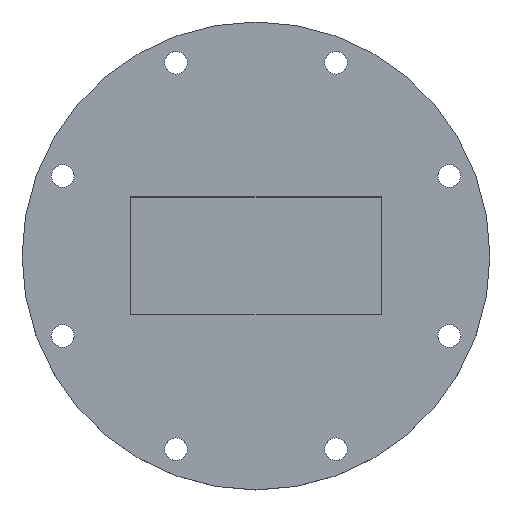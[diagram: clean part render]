
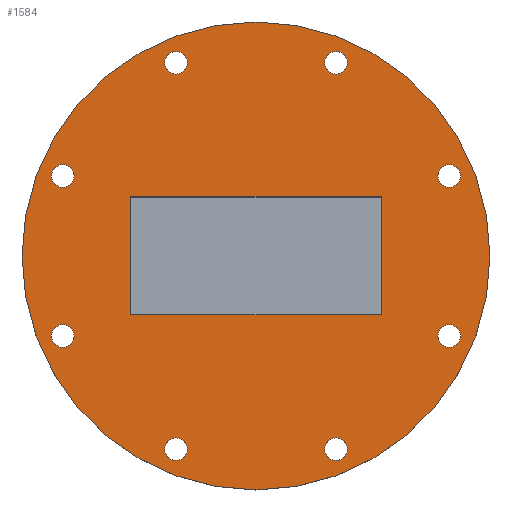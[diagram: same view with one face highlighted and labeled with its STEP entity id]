
A CAD part, top view. The second image highlights one B-rep face of the part: STEP entity #1584.
In plain terms, the highlighted planar face has unit normal (0, 0, 1).
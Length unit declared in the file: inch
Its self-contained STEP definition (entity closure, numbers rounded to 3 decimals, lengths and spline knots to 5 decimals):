
#22 = CARTESIAN_POINT ( 'NONE',  ( 1.42, -0.67, 0. ) ) ;
#70 = EDGE_CURVE ( 'NONE', #7968, #7064, #1053, .T. ) ;
#89 = DIRECTION ( 'NONE',  ( 0., 0., 1. ) ) ;
#96 = CARTESIAN_POINT ( 'NONE',  ( 0.90887, -2.19421, 0. ) ) ;
#344 = FACE_BOUND ( 'NONE', #5837, .T. ) ;
#346 = CIRCLE ( 'NONE', #3696, 0.1285 ) ;
#442 = FACE_OUTER_BOUND ( 'NONE', #5565, .T. ) ;
#497 = VERTEX_POINT ( 'NONE', #5892 ) ;
#536 = AXIS2_PLACEMENT_3D ( 'NONE', #9590, #7143, #8098 ) ;
#610 = AXIS2_PLACEMENT_3D ( 'NONE', #9112, #6866, #9263 ) ;
#631 = DIRECTION ( 'NONE',  ( 0., 0., 1. ) ) ;
#650 = CARTESIAN_POINT ( 'NONE',  ( 0.90887, 2.19421, 0. ) ) ;
#662 = VECTOR ( 'NONE', #9727, 39.37008 ) ;
#702 = EDGE_CURVE ( 'NONE', #6501, #6501, #9316, .T. ) ;
#781 = CARTESIAN_POINT ( 'NONE',  ( -0.78037, -2.19421, 0. ) ) ;
#1003 = CARTESIAN_POINT ( 'NONE',  ( 1.42, 0.67, 0. ) ) ;
#1004 = CARTESIAN_POINT ( 'NONE',  ( -0.90887, 2.19421, 0. ) ) ;
#1012 = AXIS2_PLACEMENT_3D ( 'NONE', #9312, #5513, #8566 ) ;
#1053 = LINE ( 'NONE', #8709, #8577 ) ;
#1097 = CARTESIAN_POINT ( 'NONE',  ( -1.42, 0.67, 0. ) ) ;
#1243 = AXIS2_PLACEMENT_3D ( 'NONE', #3074, #631, #9173 ) ;
#1284 = EDGE_CURVE ( 'NONE', #1302, #1302, #7257, .T. ) ;
#1302 = VERTEX_POINT ( 'NONE', #5041 ) ;
#1322 = EDGE_LOOP ( 'NONE', ( #8615 ) ) ;
#1464 = ORIENTED_EDGE ( 'NONE', *, *, #9203, .F. ) ;
#1495 = CIRCLE ( 'NONE', #1012, 0.1285 ) ;
#1496 = VERTEX_POINT ( 'NONE', #6137 ) ;
#1532 = EDGE_CURVE ( 'NONE', #4345, #4345, #9154, .T. ) ;
#1544 = CARTESIAN_POINT ( 'NONE',  ( 1.03737, 2.19421, 0. ) ) ;
#1551 = DIRECTION ( 'NONE',  ( 1., 0., 0. ) ) ;
#1584 = ADVANCED_FACE ( 'NONE', ( #5036, #344, #3391, #6443, #9493, #4832, #5785, #9442, #2642, #442 ), #7894, .T. ) ;
#1586 = DIRECTION ( 'NONE',  ( 1., 0., 0. ) ) ;
#1592 = DIRECTION ( 'NONE',  ( 0., 0., 1. ) ) ;
#1635 = CARTESIAN_POINT ( 'NONE',  ( -0.90887, -2.19421, 0. ) ) ;
#1643 = DIRECTION ( 'NONE',  ( 0., 0., 1. ) ) ;
#2011 = AXIS2_PLACEMENT_3D ( 'NONE', #1635, #89, #1586 ) ;
#2025 = EDGE_LOOP ( 'NONE', ( #4114 ) ) ;
#2130 = EDGE_LOOP ( 'NONE', ( #6280 ) ) ;
#2346 = VERTEX_POINT ( 'NONE', #781 ) ;
#2353 = CARTESIAN_POINT ( 'NONE',  ( 2.19421, -0.90887, 0. ) ) ;
#2366 = DIRECTION ( 'NONE',  ( 1., 0., 0. ) ) ;
#2460 = EDGE_LOOP ( 'NONE', ( #4998 ) ) ;
#2532 = CARTESIAN_POINT ( 'NONE',  ( -1.42, -0.67, 0. ) ) ;
#2540 = DIRECTION ( 'NONE',  ( 0., 0., 1. ) ) ;
#2642 = FACE_BOUND ( 'NONE', #9080, .T. ) ;
#2730 = VERTEX_POINT ( 'NONE', #2532 ) ;
#2796 = EDGE_CURVE ( 'NONE', #497, #497, #9500, .T. ) ;
#2948 = VERTEX_POINT ( 'NONE', #1544 ) ;
#2974 = EDGE_LOOP ( 'NONE', ( #7567 ) ) ;
#3074 = CARTESIAN_POINT ( 'NONE',  ( -2.19421, 0.90887, 0. ) ) ;
#3144 = DIRECTION ( 'NONE',  ( 1., 0., 0. ) ) ;
#3173 = ORIENTED_EDGE ( 'NONE', *, *, #9767, .F. ) ;
#3262 = AXIS2_PLACEMENT_3D ( 'NONE', #650, #6711, #6897 ) ;
#3391 = FACE_BOUND ( 'NONE', #4445, .T. ) ;
#3575 = CARTESIAN_POINT ( 'NONE',  ( -1.42, -0.67, 0. ) ) ;
#3696 = AXIS2_PLACEMENT_3D ( 'NONE', #96, #1643, #3144 ) ;
#4090 = DIRECTION ( 'NONE',  ( -1., 0., 0. ) ) ;
#4114 = ORIENTED_EDGE ( 'NONE', *, *, #4150, .F. ) ;
#4150 = EDGE_CURVE ( 'NONE', #8000, #8000, #1495, .T. ) ;
#4190 = CARTESIAN_POINT ( 'NONE',  ( -2.06571, -0.90887, 0. ) ) ;
#4248 = DIRECTION ( 'NONE',  ( 0., 1., 0. ) ) ;
#4345 = VERTEX_POINT ( 'NONE', #7249 ) ;
#4373 = LINE ( 'NONE', #3575, #662 ) ;
#4445 = EDGE_LOOP ( 'NONE', ( #6699 ) ) ;
#4673 = VECTOR ( 'NONE', #4090, 39.37008 ) ;
#4789 = ORIENTED_EDGE ( 'NONE', *, *, #1532, .F. ) ;
#4832 = FACE_BOUND ( 'NONE', #2460, .T. ) ;
#4998 = ORIENTED_EDGE ( 'NONE', *, *, #1284, .F. ) ;
#5036 = FACE_BOUND ( 'NONE', #9105, .T. ) ;
#5041 = CARTESIAN_POINT ( 'NONE',  ( -0.78037, 2.19421, 0. ) ) ;
#5382 = CARTESIAN_POINT ( 'NONE',  ( 0., 0., 0. ) ) ;
#5494 = LINE ( 'NONE', #1097, #4673 ) ;
#5513 = DIRECTION ( 'NONE',  ( 0., 0., 1. ) ) ;
#5565 = EDGE_LOOP ( 'NONE', ( #7136 ) ) ;
#5638 = AXIS2_PLACEMENT_3D ( 'NONE', #2353, #2540, #1551 ) ;
#5662 = ORIENTED_EDGE ( 'NONE', *, *, #70, .F. ) ;
#5733 = ORIENTED_EDGE ( 'NONE', *, *, #7718, .F. ) ;
#5785 = FACE_BOUND ( 'NONE', #1322, .T. ) ;
#5837 = EDGE_LOOP ( 'NONE', ( #6219 ) ) ;
#5892 = CARTESIAN_POINT ( 'NONE',  ( 2.6565, 0., 0. ) ) ;
#6036 = EDGE_CURVE ( 'NONE', #2948, #2948, #7582, .T. ) ;
#6137 = CARTESIAN_POINT ( 'NONE',  ( 2.32271, 0.90887, 0. ) ) ;
#6187 = DIRECTION ( 'NONE',  ( 1., 0., 0. ) ) ;
#6219 = ORIENTED_EDGE ( 'NONE', *, *, #9082, .F. ) ;
#6280 = ORIENTED_EDGE ( 'NONE', *, *, #7976, .F. ) ;
#6316 = CIRCLE ( 'NONE', #2011, 0.1285 ) ;
#6443 = FACE_BOUND ( 'NONE', #2025, .T. ) ;
#6501 = VERTEX_POINT ( 'NONE', #8158 ) ;
#6623 = EDGE_CURVE ( 'NONE', #2346, #2346, #6316, .T. ) ;
#6679 = VECTOR ( 'NONE', #9123, 39.37008 ) ;
#6699 = ORIENTED_EDGE ( 'NONE', *, *, #6623, .F. ) ;
#6711 = DIRECTION ( 'NONE',  ( 0., 0., 1. ) ) ;
#6785 = LINE ( 'NONE', #8336, #6679 ) ;
#6866 = DIRECTION ( 'NONE',  ( 0., 0., 1. ) ) ;
#6897 = DIRECTION ( 'NONE',  ( 1., 0., 0. ) ) ;
#6910 = DIRECTION ( 'NONE',  ( 0., 0., 1. ) ) ;
#7064 = VERTEX_POINT ( 'NONE', #1003 ) ;
#7108 = AXIS2_PLACEMENT_3D ( 'NONE', #5382, #1592, #6187 ) ;
#7136 = ORIENTED_EDGE ( 'NONE', *, *, #2796, .T. ) ;
#7143 = DIRECTION ( 'NONE',  ( 0., 0., 1. ) ) ;
#7249 = CARTESIAN_POINT ( 'NONE',  ( 2.32271, -0.90887, 0. ) ) ;
#7257 = CIRCLE ( 'NONE', #9809, 0.1285 ) ;
#7481 = CIRCLE ( 'NONE', #610, 0.1285 ) ;
#7567 = ORIENTED_EDGE ( 'NONE', *, *, #702, .F. ) ;
#7582 = CIRCLE ( 'NONE', #3262, 0.1285 ) ;
#7694 = VERTEX_POINT ( 'NONE', #8304 ) ;
#7718 = EDGE_CURVE ( 'NONE', #2730, #7968, #6785, .T. ) ;
#7894 = PLANE ( 'NONE',  #536 ) ;
#7968 = VERTEX_POINT ( 'NONE', #22 ) ;
#7976 = EDGE_CURVE ( 'NONE', #1496, #1496, #7481, .T. ) ;
#8000 = VERTEX_POINT ( 'NONE', #4190 ) ;
#8098 = DIRECTION ( 'NONE',  ( 1., 0., 0. ) ) ;
#8158 = CARTESIAN_POINT ( 'NONE',  ( -2.06571, 0.90887, 0. ) ) ;
#8304 = CARTESIAN_POINT ( 'NONE',  ( 1.03737, -2.19421, 0. ) ) ;
#8336 = CARTESIAN_POINT ( 'NONE',  ( -1.42, -0.67, 0. ) ) ;
#8566 = DIRECTION ( 'NONE',  ( 1., 0., 0. ) ) ;
#8577 = VECTOR ( 'NONE', #4248, 39.37008 ) ;
#8615 = ORIENTED_EDGE ( 'NONE', *, *, #6036, .F. ) ;
#8709 = CARTESIAN_POINT ( 'NONE',  ( 1.42, -0.67, 0. ) ) ;
#8725 = VERTEX_POINT ( 'NONE', #8944 ) ;
#8944 = CARTESIAN_POINT ( 'NONE',  ( -1.42, 0.67, 0. ) ) ;
#9080 = EDGE_LOOP ( 'NONE', ( #5733, #1464, #3173, #5662 ) ) ;
#9082 = EDGE_CURVE ( 'NONE', #7694, #7694, #346, .T. ) ;
#9105 = EDGE_LOOP ( 'NONE', ( #4789 ) ) ;
#9112 = CARTESIAN_POINT ( 'NONE',  ( 2.19421, 0.90887, 0. ) ) ;
#9123 = DIRECTION ( 'NONE',  ( 1., 0., 0. ) ) ;
#9154 = CIRCLE ( 'NONE', #5638, 0.1285 ) ;
#9173 = DIRECTION ( 'NONE',  ( 1., 0., 0. ) ) ;
#9203 = EDGE_CURVE ( 'NONE', #8725, #2730, #4373, .T. ) ;
#9263 = DIRECTION ( 'NONE',  ( 1., 0., 0. ) ) ;
#9312 = CARTESIAN_POINT ( 'NONE',  ( -2.19421, -0.90887, 0. ) ) ;
#9316 = CIRCLE ( 'NONE', #1243, 0.1285 ) ;
#9442 = FACE_BOUND ( 'NONE', #2130, .T. ) ;
#9493 = FACE_BOUND ( 'NONE', #2974, .T. ) ;
#9500 = CIRCLE ( 'NONE', #7108, 2.6565 ) ;
#9590 = CARTESIAN_POINT ( 'NONE',  ( 0., 0., 0. ) ) ;
#9727 = DIRECTION ( 'NONE',  ( 0., -1., 0. ) ) ;
#9767 = EDGE_CURVE ( 'NONE', #7064, #8725, #5494, .T. ) ;
#9809 = AXIS2_PLACEMENT_3D ( 'NONE', #1004, #6910, #2366 ) ;
